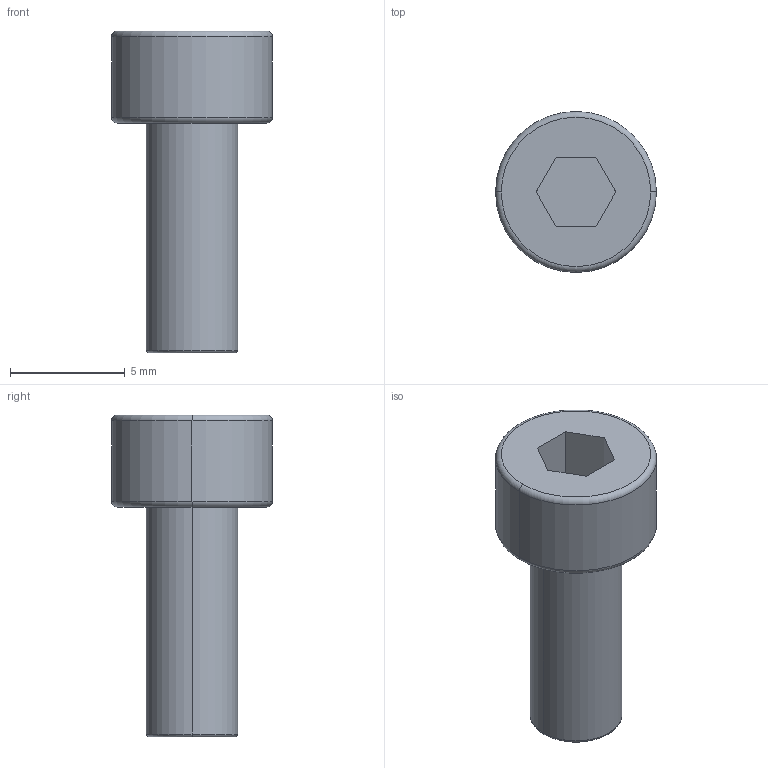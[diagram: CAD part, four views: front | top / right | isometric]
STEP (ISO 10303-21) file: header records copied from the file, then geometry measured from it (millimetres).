
FILE_DESCRIPTION (( 'STEP AP203' ), '1' );
FILE_NAME ('13-016798.step', '2022-01-07T14:40:03', ( '' ), ( '' ), 'SwSTEP 2.0', 'SolidWorks 2021', '' );
FILE_SCHEMA (( 'CONFIG_CONTROL_DESIGN' ));
Length unit declared in the file: millimetre
Products named in the file (1): 13-016798
Bounding box: 7 x 7 x 14 mm (x, y, z)
Volume: 255.6 mm3; surface area: 316.3 mm2
Topology: 1 solids, 1 shells, 20 faces, 42 edges, 26 vertices
Faces by surface type: plane 10, torus 6, cylinder 4
Entity records: 615 total; most frequent: DIRECTION 104, CARTESIAN_POINT 89, ORIENTED_EDGE 84, EDGE_CURVE 42, AXIS2_PLACEMENT_3D 41, VERTEX_POINT 26, VECTOR 22, EDGE_LOOP 22
